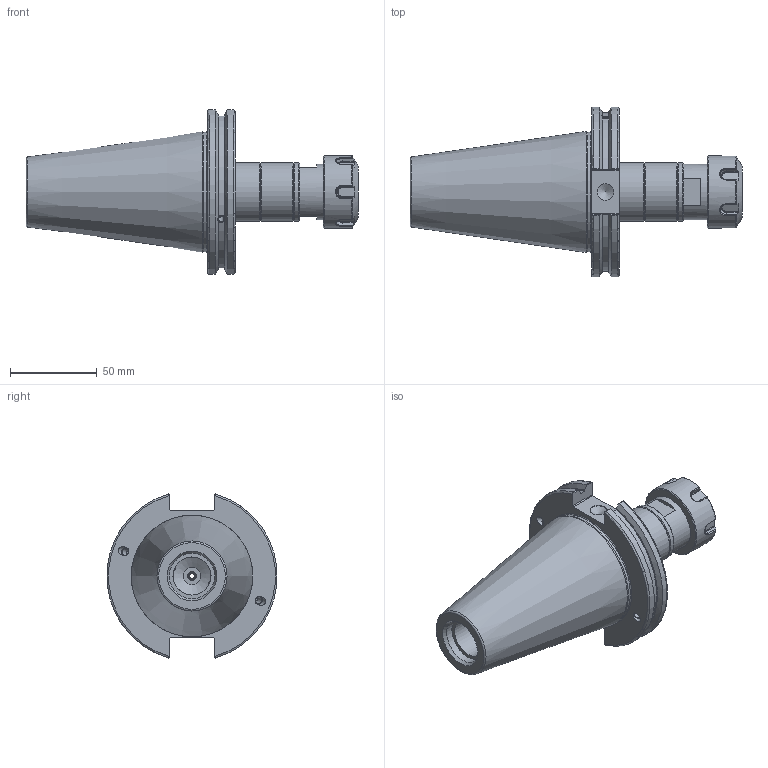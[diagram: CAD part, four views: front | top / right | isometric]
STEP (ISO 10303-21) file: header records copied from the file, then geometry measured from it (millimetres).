
FILE_DESCRIPTION(/* description */ ('','CAx-IF Rec.Pracs.---Representation and Presentation of Product Manufacturing Information (PMI)---4.0---2014-10-13'),/* implementation_level */ '2;1');
FILE_NAME(/* name */ 'JL064SYT.stp',/* time_stamp */ '2025-03-27T08:01:07+09:00',/* author */ ('eos'),/* organization */ (''),/* preprocessor_version */ 'ST-DEVELOPER v20',/* originating_system */ 'Autodesk Inventor 2025',/* authorisation */ '');
FILE_SCHEMA (('AP242_MANAGED_MODEL_BASED_3D_ENGINEERING_MIM_LF { 1 0 10303 442 1 1 4 }'));
Length unit declared in the file: millimetre
Products named in the file (5): LO-CAT50ADB-SYTER20-90; CAT50; SYNCHRO-ER25-36; SYTER16-COVER(RED); ER25NUT
Assembly tree (4 placements, depth 2):
  LO-CAT50ADB-SYTER20-90
    CAT50
    SYNCHRO-ER25-36
    SYTER16-COVER(RED)
    ER25NUT
Bounding box: 191.6 x 98.06 x 94.69 mm (x, y, z)
Volume: 368771.3 mm3; surface area: 69142.2 mm2
Topology: 4 solids, 4 shells, 244 faces, 599 edges, 384 vertices
Faces by surface type: plane 97, cylinder 71, cone 45, torus 25, bspline 6
Full cylindrical faces by diameter (mm): 3 x1, 3.242 x4, 4 x4, 4.134 x2, 4.2 x6, 4.3 x1, 5 x2, 5.2 x1, 5.5 x1, 9.525 x1, 10.1 x1, 10.2 x1, 10.6 x1, 18 x1, 20.9 x1, 21.971 x1, 23 x1, 23.6 x1, 24 x1, 24.4 x1, 26.2 x1, 26.8 x1, 28.3 x1, 30 x3, 30.5 x1, 32 x1, 32.5 x1, 34 x3, 42 x1, 69.25 x1
Entity records: 9901 total; most frequent: CARTESIAN_POINT 3226, DIRECTION 1317, ORIENTED_EDGE 1176, EDGE_CURVE 588, AXIS2_PLACEMENT_3D 536, VERTEX_POINT 384, EDGE_LOOP 292, STYLED_ITEM 257
